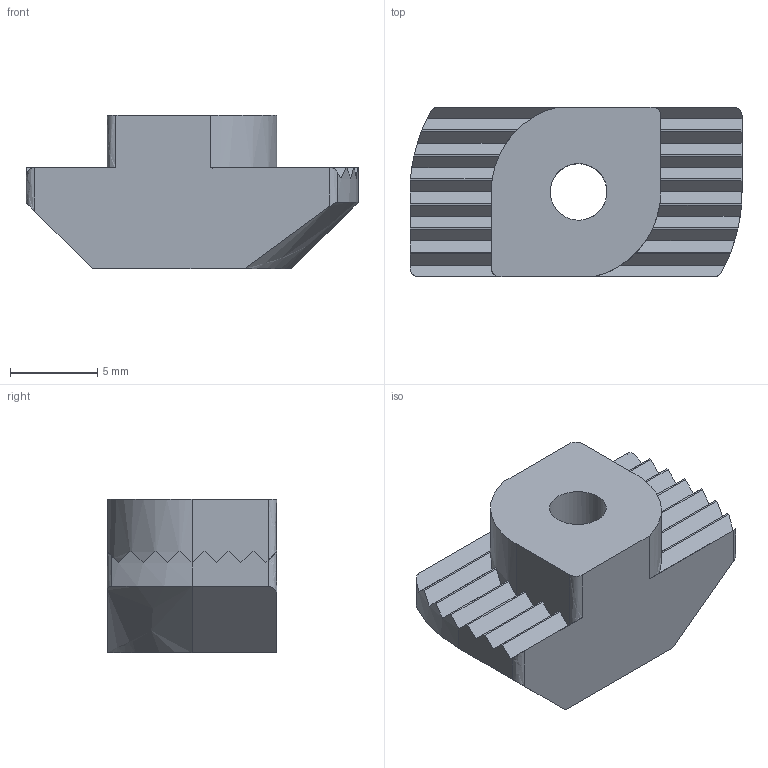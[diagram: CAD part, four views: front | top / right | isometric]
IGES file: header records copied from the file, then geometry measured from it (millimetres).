
Global section: file name: 210040; native system: Autodesk Inventor 2021; preprocessor: unknown; author: aluteckkpl_tw; date: 20220920.131906; units: millimetre
Bounding box: 19 x 9.7 x 8.8 mm (x, y, z)
Volume: 1049.1 mm3; surface area: 816.2 mm2
Topology: 1 solids, 1 shells, 63 faces, 179 edges, 118 vertices
Faces by surface type: bspline 63
